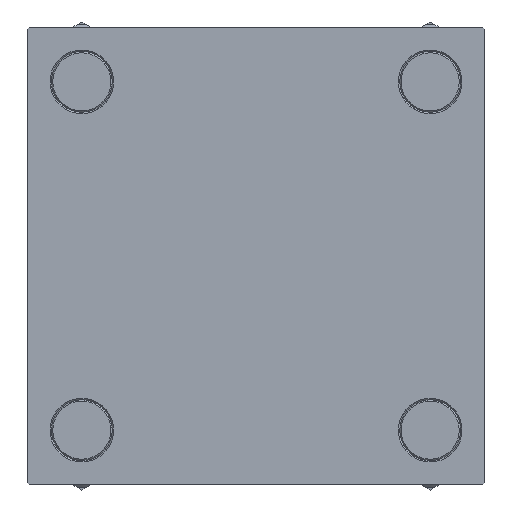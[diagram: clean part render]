
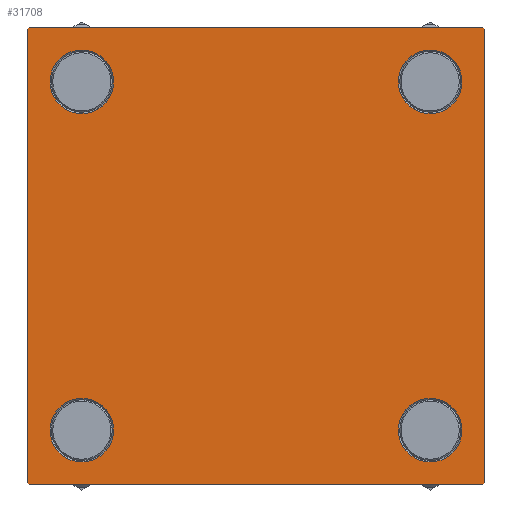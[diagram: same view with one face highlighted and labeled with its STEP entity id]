
A CAD part, left-side view. The second image highlights one B-rep face of the part: STEP entity #31708.
In plain terms, the highlighted planar face has unit normal (-1, 0, 0).
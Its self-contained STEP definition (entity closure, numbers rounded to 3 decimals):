
#264 = CARTESIAN_POINT ( 'NONE',  ( 0., 82., 82.5 ) ) ;
#354 = VERTEX_POINT ( 'NONE', #19620 ) ;
#358 = FACE_BOUND ( 'NONE', #7409, .T. ) ;
#392 = VECTOR ( 'NONE', #36004, 1000. ) ;
#1370 = VERTEX_POINT ( 'NONE', #15887 ) ;
#1835 = AXIS2_PLACEMENT_3D ( 'NONE', #24413, #16551, #39939 ) ;
#1848 = VERTEX_POINT ( 'NONE', #46249 ) ;
#2162 = CARTESIAN_POINT ( 'NONE',  ( 0., -82.5, 82.5 ) ) ;
#2516 = DIRECTION ( 'NONE',  ( 1., 0., 0. ) ) ;
#2835 = VERTEX_POINT ( 'NONE', #17130 ) ;
#3264 = EDGE_CURVE ( 'NONE', #1848, #36804, #14828, .T. ) ;
#3395 = CARTESIAN_POINT ( 'NONE',  ( 0., 82., -82.5 ) ) ;
#3589 = AXIS2_PLACEMENT_3D ( 'NONE', #26814, #46166, #4189 ) ;
#3591 = DIRECTION ( 'NONE',  ( 1., 0., 0. ) ) ;
#3622 = DIRECTION ( 'NONE',  ( 0., -1., 0. ) ) ;
#3944 = FACE_BOUND ( 'NONE', #48625, .T. ) ;
#4189 = DIRECTION ( 'NONE',  ( 0., 0., 1. ) ) ;
#4455 = EDGE_CURVE ( 'NONE', #11918, #33232, #23769, .T. ) ;
#4552 = ORIENTED_EDGE ( 'NONE', *, *, #19467, .T. ) ;
#4737 = CARTESIAN_POINT ( 'NONE',  ( 0., -82.25, -82.25 ) ) ;
#5975 = AXIS2_PLACEMENT_3D ( 'NONE', #21832, #2516, #33527 ) ;
#6289 = VERTEX_POINT ( 'NONE', #45270 ) ;
#6659 = VERTEX_POINT ( 'NONE', #48147 ) ;
#6662 = CARTESIAN_POINT ( 'NONE',  ( 0., 82.5, 82. ) ) ;
#7187 = LINE ( 'NONE', #23681, #44238 ) ;
#7405 = DIRECTION ( 'NONE',  ( 0., 0., 1. ) ) ;
#7409 = EDGE_LOOP ( 'NONE', ( #36109, #18303 ) ) ;
#7796 = LINE ( 'NONE', #35502, #39658 ) ;
#7893 = EDGE_CURVE ( 'NONE', #6659, #9413, #33633, .T. ) ;
#8000 = FACE_BOUND ( 'NONE', #36123, .T. ) ;
#8374 = AXIS2_PLACEMENT_3D ( 'NONE', #9909, #26147, #37366 ) ;
#9302 = EDGE_CURVE ( 'NONE', #36804, #1848, #14924, .T. ) ;
#9413 = VERTEX_POINT ( 'NONE', #24066 ) ;
#9599 = EDGE_LOOP ( 'NONE', ( #44645, #37124 ) ) ;
#9826 = LINE ( 'NONE', #32467, #40965 ) ;
#9909 = CARTESIAN_POINT ( 'NONE',  ( 0., -62.95, 62.95 ) ) ;
#10390 = VECTOR ( 'NONE', #25985, 1000. ) ;
#10651 = EDGE_CURVE ( 'NONE', #6289, #1370, #36998, .T. ) ;
#10807 = ORIENTED_EDGE ( 'NONE', *, *, #19224, .T. ) ;
#11202 = CIRCLE ( 'NONE', #39595, 11.5 ) ;
#11703 = AXIS2_PLACEMENT_3D ( 'NONE', #30768, #39389, #20074 ) ;
#11822 = FACE_OUTER_BOUND ( 'NONE', #28819, .T. ) ;
#11918 = VERTEX_POINT ( 'NONE', #20429 ) ;
#12739 = EDGE_CURVE ( 'NONE', #47763, #1370, #27846, .T. ) ;
#13036 = ORIENTED_EDGE ( 'NONE', *, *, #12739, .T. ) ;
#13362 = LINE ( 'NONE', #29122, #46975 ) ;
#14062 = DIRECTION ( 'NONE',  ( 0., 0.707, 0.707 ) ) ;
#14442 = CARTESIAN_POINT ( 'NONE',  ( 0., -62.95, -62.95 ) ) ;
#14828 = CIRCLE ( 'NONE', #1835, 11.5 ) ;
#14865 = AXIS2_PLACEMENT_3D ( 'NONE', #14442, #44985, #44488 ) ;
#14916 = ORIENTED_EDGE ( 'NONE', *, *, #41611, .T. ) ;
#14924 = CIRCLE ( 'NONE', #5975, 11.5 ) ;
#15887 = CARTESIAN_POINT ( 'NONE',  ( 0., -82.5, -82. ) ) ;
#16007 = CARTESIAN_POINT ( 'NONE',  ( 0., 62.95, -74.45 ) ) ;
#16390 = FACE_BOUND ( 'NONE', #9599, .T. ) ;
#16551 = DIRECTION ( 'NONE',  ( 1., 0., 0. ) ) ;
#17130 = CARTESIAN_POINT ( 'NONE',  ( 0., -82., 82.5 ) ) ;
#17210 = VERTEX_POINT ( 'NONE', #3395 ) ;
#17427 = DIRECTION ( 'NONE',  ( 0., 0., -1. ) ) ;
#17889 = LINE ( 'NONE', #33389, #28214 ) ;
#18303 = ORIENTED_EDGE ( 'NONE', *, *, #9302, .T. ) ;
#19203 = CARTESIAN_POINT ( 'NONE',  ( 0., -62.95, -62.95 ) ) ;
#19224 = EDGE_CURVE ( 'NONE', #29857, #34120, #38187, .T. ) ;
#19467 = EDGE_CURVE ( 'NONE', #33232, #11918, #11202, .T. ) ;
#19620 = CARTESIAN_POINT ( 'NONE',  ( 0., -62.95, 74.45 ) ) ;
#20023 = AXIS2_PLACEMENT_3D ( 'NONE', #40512, #3591, #7405 ) ;
#20074 = DIRECTION ( 'NONE',  ( 0., 0., 1. ) ) ;
#20429 = CARTESIAN_POINT ( 'NONE',  ( 0., -62.95, -51.45 ) ) ;
#21634 = CARTESIAN_POINT ( 'NONE',  ( 0., -62.95, 51.45 ) ) ;
#21769 = EDGE_CURVE ( 'NONE', #17210, #47763, #13362, .T. ) ;
#21832 = CARTESIAN_POINT ( 'NONE',  ( 0., 62.95, -62.95 ) ) ;
#22420 = CARTESIAN_POINT ( 'NONE',  ( 0., 82.25, 82.25 ) ) ;
#22791 = DIRECTION ( 'NONE',  ( 0., -0.707, -0.707 ) ) ;
#23681 = CARTESIAN_POINT ( 'NONE',  ( 0., 82.5, 82.5 ) ) ;
#23769 = CIRCLE ( 'NONE', #14865, 11.5 ) ;
#24009 = DIRECTION ( 'NONE',  ( 1., 0., 0. ) ) ;
#24066 = CARTESIAN_POINT ( 'NONE',  ( 0., 62.95, 74.45 ) ) ;
#24413 = CARTESIAN_POINT ( 'NONE',  ( 0., 62.95, -62.95 ) ) ;
#24640 = CIRCLE ( 'NONE', #31148, 11.5 ) ;
#24653 = ORIENTED_EDGE ( 'NONE', *, *, #7893, .T. ) ;
#25890 = CARTESIAN_POINT ( 'NONE',  ( 0., 82.5, -82. ) ) ;
#25985 = DIRECTION ( 'NONE',  ( 0., 0.707, -0.707 ) ) ;
#26147 = DIRECTION ( 'NONE',  ( 1., 0., 0. ) ) ;
#26814 = CARTESIAN_POINT ( 'NONE',  ( 0., 0., 0. ) ) ;
#26820 = DIRECTION ( 'NONE',  ( 0., 0., 1. ) ) ;
#26842 = EDGE_CURVE ( 'NONE', #354, #36700, #24640, .T. ) ;
#27846 = LINE ( 'NONE', #4737, #392 ) ;
#28214 = VECTOR ( 'NONE', #14062, 1000. ) ;
#28819 = EDGE_LOOP ( 'NONE', ( #38983, #33313, #36633, #13036, #43367, #36068, #47606, #10807 ) ) ;
#28830 = EDGE_CURVE ( 'NONE', #36700, #354, #30307, .T. ) ;
#29122 = CARTESIAN_POINT ( 'NONE',  ( 0., 82.5, -82.5 ) ) ;
#29644 = CARTESIAN_POINT ( 'NONE',  ( 0., -62.95, 62.95 ) ) ;
#29857 = VERTEX_POINT ( 'NONE', #264 ) ;
#30133 = DIRECTION ( 'NONE',  ( 1., 0., 0. ) ) ;
#30307 = CIRCLE ( 'NONE', #8374, 11.5 ) ;
#30768 = CARTESIAN_POINT ( 'NONE',  ( 0., 62.95, 62.95 ) ) ;
#30894 = PLANE ( 'NONE',  #3589 ) ;
#31148 = AXIS2_PLACEMENT_3D ( 'NONE', #29644, #30133, #37765 ) ;
#31337 = EDGE_CURVE ( 'NONE', #29857, #2835, #7187, .T. ) ;
#31336 = CARTESIAN_POINT ( 'NONE',  ( 0., -82., -82.5 ) ) ;
#31514 = EDGE_CURVE ( 'NONE', #34120, #49564, #9826, .T. ) ;
#31708 = ADVANCED_FACE ( 'NONE', ( #16390, #3944, #358, #8000, #11822 ), #30894, .T. ) ;
#32467 = CARTESIAN_POINT ( 'NONE',  ( 0., 82.5, 82.5 ) ) ;
#33232 = VERTEX_POINT ( 'NONE', #42996 ) ;
#33313 = ORIENTED_EDGE ( 'NONE', *, *, #46589, .T. ) ;
#33389 = CARTESIAN_POINT ( 'NONE',  ( 0., -82.25, 82.25 ) ) ;
#33527 = DIRECTION ( 'NONE',  ( 0., 0., 1. ) ) ;
#33633 = CIRCLE ( 'NONE', #11703, 11.5 ) ;
#34120 = VERTEX_POINT ( 'NONE', #6662 ) ;
#35502 = CARTESIAN_POINT ( 'NONE',  ( 0., 82.25, -82.25 ) ) ;
#36004 = DIRECTION ( 'NONE',  ( 0., -0.707, 0.707 ) ) ;
#36068 = ORIENTED_EDGE ( 'NONE', *, *, #39649, .T. ) ;
#36109 = ORIENTED_EDGE ( 'NONE', *, *, #3264, .T. ) ;
#36123 = EDGE_LOOP ( 'NONE', ( #14916, #24653 ) ) ;
#36633 = ORIENTED_EDGE ( 'NONE', *, *, #21769, .T. ) ;
#36700 = VERTEX_POINT ( 'NONE', #21634 ) ;
#36748 = DIRECTION ( 'NONE',  ( 0., -1., 0. ) ) ;
#36804 = VERTEX_POINT ( 'NONE', #16007 ) ;
#36998 = LINE ( 'NONE', #2162, #40931 ) ;
#37124 = ORIENTED_EDGE ( 'NONE', *, *, #28830, .T. ) ;
#37366 = DIRECTION ( 'NONE',  ( 0., 0., 1. ) ) ;
#37765 = DIRECTION ( 'NONE',  ( 0., 0., 1. ) ) ;
#38187 = LINE ( 'NONE', #22420, #10390 ) ;
#38983 = ORIENTED_EDGE ( 'NONE', *, *, #31514, .T. ) ;
#39389 = DIRECTION ( 'NONE',  ( 1., 0., 0. ) ) ;
#39595 = AXIS2_PLACEMENT_3D ( 'NONE', #19203, #24009, #26820 ) ;
#39649 = EDGE_CURVE ( 'NONE', #6289, #2835, #17889, .T. ) ;
#39658 = VECTOR ( 'NONE', #22791, 1000. ) ;
#39939 = DIRECTION ( 'NONE',  ( 0., 0., 1. ) ) ;
#40512 = CARTESIAN_POINT ( 'NONE',  ( 0., 62.95, 62.95 ) ) ;
#40931 = VECTOR ( 'NONE', #17427, 1000. ) ;
#40965 = VECTOR ( 'NONE', #44175, 1000. ) ;
#41611 = EDGE_CURVE ( 'NONE', #9413, #6659, #46824, .T. ) ;
#42996 = CARTESIAN_POINT ( 'NONE',  ( 0., -62.95, -74.45 ) ) ;
#43367 = ORIENTED_EDGE ( 'NONE', *, *, #10651, .F. ) ;
#44175 = DIRECTION ( 'NONE',  ( 0., 0., -1. ) ) ;
#44238 = VECTOR ( 'NONE', #3622, 1000. ) ;
#44488 = DIRECTION ( 'NONE',  ( 0., 0., 1. ) ) ;
#44645 = ORIENTED_EDGE ( 'NONE', *, *, #26842, .T. ) ;
#44985 = DIRECTION ( 'NONE',  ( 1., 0., 0. ) ) ;
#45270 = CARTESIAN_POINT ( 'NONE',  ( 0., -82.5, 82. ) ) ;
#46166 = DIRECTION ( 'NONE',  ( -1., 0., 0. ) ) ;
#46249 = CARTESIAN_POINT ( 'NONE',  ( 0., 62.95, -51.45 ) ) ;
#46589 = EDGE_CURVE ( 'NONE', #49564, #17210, #7796, .T. ) ;
#46824 = CIRCLE ( 'NONE', #20023, 11.5 ) ;
#46975 = VECTOR ( 'NONE', #36748, 1000. ) ;
#47606 = ORIENTED_EDGE ( 'NONE', *, *, #31337, .F. ) ;
#47763 = VERTEX_POINT ( 'NONE', #31336 ) ;
#48147 = CARTESIAN_POINT ( 'NONE',  ( 0., 62.95, 51.45 ) ) ;
#48625 = EDGE_LOOP ( 'NONE', ( #50054, #4552 ) ) ;
#49564 = VERTEX_POINT ( 'NONE', #25890 ) ;
#50054 = ORIENTED_EDGE ( 'NONE', *, *, #4455, .T. ) ;
